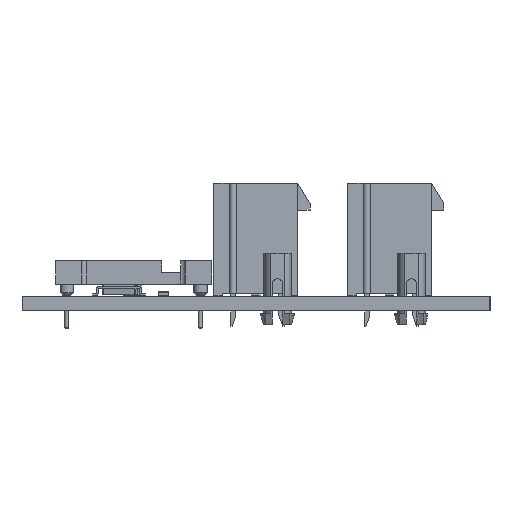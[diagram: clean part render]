
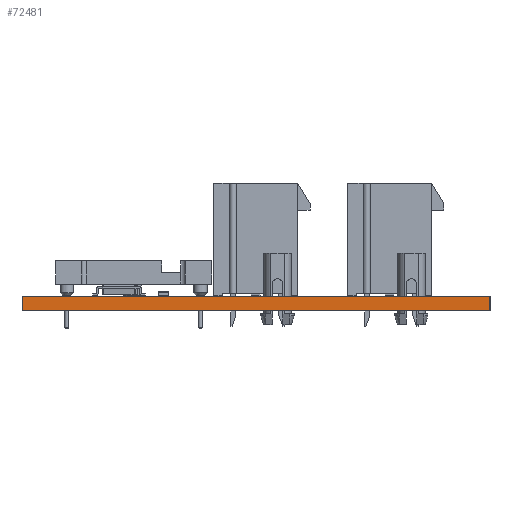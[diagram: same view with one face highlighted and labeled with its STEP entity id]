
A CAD part, left-side view. The second image highlights one B-rep face of the part: STEP entity #72481.
In plain terms, the highlighted planar face has unit normal (-1, 0, 0).
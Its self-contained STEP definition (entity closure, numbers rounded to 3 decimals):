
#68526 = PLANE('',#68527);
#68527 = AXIS2_PLACEMENT_3D('',#68528,#68529,#68530);
#68528 = CARTESIAN_POINT('',(44.563,26.483,1.6));
#68529 = DIRECTION('',(-0.,-0.,-1.));
#68530 = DIRECTION('',(-1.,0.,0.));
#68580 = PLANE('',#68581);
#68581 = AXIS2_PLACEMENT_3D('',#68582,#68583,#68584);
#68582 = CARTESIAN_POINT('',(44.563,26.483,0.));
#68583 = DIRECTION('',(-0.,-0.,-1.));
#68584 = DIRECTION('',(-1.,0.,0.));
#68613 = PLANE('',#68614);
#68614 = AXIS2_PLACEMENT_3D('',#68615,#68616,#68617);
#68615 = CARTESIAN_POINT('',(0.,53.34,0.));
#68616 = DIRECTION('',(0.,1.,0.));
#68617 = DIRECTION('',(1.,0.,0.));
#68829 = VERTEX_POINT('',#68830);
#68830 = CARTESIAN_POINT('',(0.,-0.,0.));
#68844 = PLANE('',#68845);
#68845 = AXIS2_PLACEMENT_3D('',#68846,#68847,#68848);
#68846 = CARTESIAN_POINT('',(88.265,0.,0.));
#68847 = DIRECTION('',(0.,-1.,0.));
#68848 = DIRECTION('',(-1.,0.,0.));
#68856 = EDGE_CURVE('',#68829,#68857,#68859,.T.);
#68857 = VERTEX_POINT('',#68858);
#68858 = CARTESIAN_POINT('',(0.,53.34,0.));
#68859 = SURFACE_CURVE('',#68860,(#68864,#68871),.PCURVE_S1.);
#68860 = LINE('',#68861,#68862);
#68861 = CARTESIAN_POINT('',(0.,-0.,0.));
#68862 = VECTOR('',#68863,1.);
#68863 = DIRECTION('',(0.,1.,0.));
#68864 = PCURVE('',#68580,#68865);
#68865 = DEFINITIONAL_REPRESENTATION('',(#68866),#68870);
#68866 = LINE('',#68867,#68868);
#68867 = CARTESIAN_POINT('',(44.563,-26.483));
#68868 = VECTOR('',#68869,1.);
#68869 = DIRECTION('',(0.,1.));
#68870 = ( GEOMETRIC_REPRESENTATION_CONTEXT(2) 
PARAMETRIC_REPRESENTATION_CONTEXT() REPRESENTATION_CONTEXT('2D SPACE',''
  ) );
#68871 = PCURVE('',#68872,#68877);
#68872 = PLANE('',#68873);
#68873 = AXIS2_PLACEMENT_3D('',#68874,#68875,#68876);
#68874 = CARTESIAN_POINT('',(0.,0.,0.));
#68875 = DIRECTION('',(-1.,0.,0.));
#68876 = DIRECTION('',(0.,1.,0.));
#68877 = DEFINITIONAL_REPRESENTATION('',(#68878),#68882);
#68878 = LINE('',#68879,#68880);
#68879 = CARTESIAN_POINT('',(0.,0.));
#68880 = VECTOR('',#68881,1.);
#68881 = DIRECTION('',(1.,0.));
#68882 = ( GEOMETRIC_REPRESENTATION_CONTEXT(2) 
PARAMETRIC_REPRESENTATION_CONTEXT() REPRESENTATION_CONTEXT('2D SPACE',''
  ) );
#70801 = VERTEX_POINT('',#70802);
#70802 = CARTESIAN_POINT('',(0.,0.,1.6));
#70823 = EDGE_CURVE('',#70801,#70824,#70826,.T.);
#70824 = VERTEX_POINT('',#70825);
#70825 = CARTESIAN_POINT('',(0.,53.34,1.6));
#70826 = SURFACE_CURVE('',#70827,(#70831,#70838),.PCURVE_S1.);
#70827 = LINE('',#70828,#70829);
#70828 = CARTESIAN_POINT('',(0.,0.,1.6));
#70829 = VECTOR('',#70830,1.);
#70830 = DIRECTION('',(0.,1.,0.));
#70831 = PCURVE('',#68526,#70832);
#70832 = DEFINITIONAL_REPRESENTATION('',(#70833),#70837);
#70833 = LINE('',#70834,#70835);
#70834 = CARTESIAN_POINT('',(44.563,-26.483));
#70835 = VECTOR('',#70836,1.);
#70836 = DIRECTION('',(0.,1.));
#70837 = ( GEOMETRIC_REPRESENTATION_CONTEXT(2) 
PARAMETRIC_REPRESENTATION_CONTEXT() REPRESENTATION_CONTEXT('2D SPACE',''
  ) );
#70838 = PCURVE('',#68872,#70839);
#70839 = DEFINITIONAL_REPRESENTATION('',(#70840),#70844);
#70840 = LINE('',#70841,#70842);
#70841 = CARTESIAN_POINT('',(0.,-1.6));
#70842 = VECTOR('',#70843,1.);
#70843 = DIRECTION('',(1.,0.));
#70844 = ( GEOMETRIC_REPRESENTATION_CONTEXT(2) 
PARAMETRIC_REPRESENTATION_CONTEXT() REPRESENTATION_CONTEXT('2D SPACE',''
  ) );
#72431 = EDGE_CURVE('',#68857,#70824,#72432,.T.);
#72432 = SURFACE_CURVE('',#72433,(#72437,#72444),.PCURVE_S1.);
#72433 = LINE('',#72434,#72435);
#72434 = CARTESIAN_POINT('',(0.,53.34,0.));
#72435 = VECTOR('',#72436,1.);
#72436 = DIRECTION('',(0.,0.,1.));
#72437 = PCURVE('',#68613,#72438);
#72438 = DEFINITIONAL_REPRESENTATION('',(#72439),#72443);
#72439 = LINE('',#72440,#72441);
#72440 = CARTESIAN_POINT('',(0.,0.));
#72441 = VECTOR('',#72442,1.);
#72442 = DIRECTION('',(0.,-1.));
#72443 = ( GEOMETRIC_REPRESENTATION_CONTEXT(2) 
PARAMETRIC_REPRESENTATION_CONTEXT() REPRESENTATION_CONTEXT('2D SPACE',''
  ) );
#72444 = PCURVE('',#68872,#72445);
#72445 = DEFINITIONAL_REPRESENTATION('',(#72446),#72450);
#72446 = LINE('',#72447,#72448);
#72447 = CARTESIAN_POINT('',(53.34,0.));
#72448 = VECTOR('',#72449,1.);
#72449 = DIRECTION('',(0.,-1.));
#72450 = ( GEOMETRIC_REPRESENTATION_CONTEXT(2) 
PARAMETRIC_REPRESENTATION_CONTEXT() REPRESENTATION_CONTEXT('2D SPACE',''
  ) );
#72481 = ADVANCED_FACE('',(#72482),#68872,.T.);
#72482 = FACE_BOUND('',#72483,.T.);
#72483 = EDGE_LOOP('',(#72484,#72505,#72506,#72507));
#72484 = ORIENTED_EDGE('',*,*,#72485,.T.);
#72485 = EDGE_CURVE('',#68829,#70801,#72486,.T.);
#72486 = SURFACE_CURVE('',#72487,(#72491,#72498),.PCURVE_S1.);
#72487 = LINE('',#72488,#72489);
#72488 = CARTESIAN_POINT('',(0.,-0.,0.));
#72489 = VECTOR('',#72490,1.);
#72490 = DIRECTION('',(0.,0.,1.));
#72491 = PCURVE('',#68872,#72492);
#72492 = DEFINITIONAL_REPRESENTATION('',(#72493),#72497);
#72493 = LINE('',#72494,#72495);
#72494 = CARTESIAN_POINT('',(0.,0.));
#72495 = VECTOR('',#72496,1.);
#72496 = DIRECTION('',(0.,-1.));
#72497 = ( GEOMETRIC_REPRESENTATION_CONTEXT(2) 
PARAMETRIC_REPRESENTATION_CONTEXT() REPRESENTATION_CONTEXT('2D SPACE',''
  ) );
#72498 = PCURVE('',#68844,#72499);
#72499 = DEFINITIONAL_REPRESENTATION('',(#72500),#72504);
#72500 = LINE('',#72501,#72502);
#72501 = CARTESIAN_POINT('',(88.265,0.));
#72502 = VECTOR('',#72503,1.);
#72503 = DIRECTION('',(0.,-1.));
#72504 = ( GEOMETRIC_REPRESENTATION_CONTEXT(2) 
PARAMETRIC_REPRESENTATION_CONTEXT() REPRESENTATION_CONTEXT('2D SPACE',''
  ) );
#72505 = ORIENTED_EDGE('',*,*,#70823,.T.);
#72506 = ORIENTED_EDGE('',*,*,#72431,.F.);
#72507 = ORIENTED_EDGE('',*,*,#68856,.F.);
